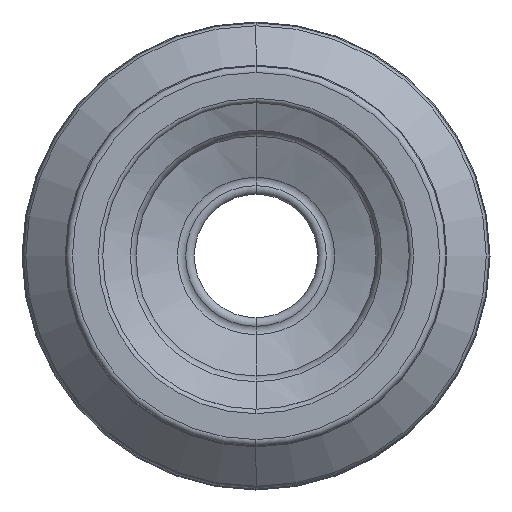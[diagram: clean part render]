
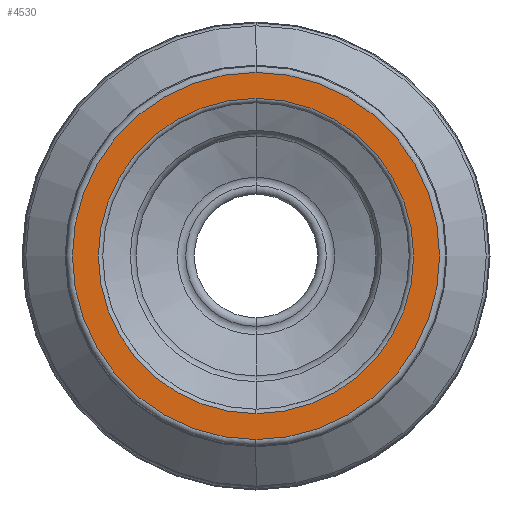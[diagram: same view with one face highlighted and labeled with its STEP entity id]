
A CAD part, left-side view. The second image highlights one B-rep face of the part: STEP entity #4530.
In plain terms, the highlighted planar face has unit normal (-1, 0, 0).
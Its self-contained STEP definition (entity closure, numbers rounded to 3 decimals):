
#452 = CIRCLE ( 'NONE', #1597, 29.376 ) ;
#535 = DIRECTION ( 'NONE',  ( 0., 0., 1. ) ) ;
#1036 = DIRECTION ( 'NONE',  ( -1., 0., 0. ) ) ;
#1081 = CARTESIAN_POINT ( 'NONE',  ( 0., 0., 0. ) ) ;
#1597 = AXIS2_PLACEMENT_3D ( 'NONE', #6885, #10053, #535 ) ;
#1925 = AXIS2_PLACEMENT_3D ( 'NONE', #1081, #1036, #4091 ) ;
#2740 = AXIS2_PLACEMENT_3D ( 'NONE', #7800, #7755, #5572 ) ;
#2975 = EDGE_LOOP ( 'NONE', ( #4197, #4001 ) ) ;
#3139 = CARTESIAN_POINT ( 'NONE',  ( 0., 34.21, 0. ) ) ;
#3246 = CIRCLE ( 'NONE', #2740, 29.376 ) ;
#3665 = EDGE_CURVE ( 'NONE', #8052, #6327, #3246, .T. ) ;
#4001 = ORIENTED_EDGE ( 'NONE', *, *, #6778, .T. ) ;
#4014 = DIRECTION ( 'NONE',  ( 1., 0., 0. ) ) ;
#4091 = DIRECTION ( 'NONE',  ( 0., 0., 1. ) ) ;
#4197 = ORIENTED_EDGE ( 'NONE', *, *, #8167, .T. ) ;
#4465 = EDGE_LOOP ( 'NONE', ( #4568, #6211 ) ) ;
#4530 = ADVANCED_FACE ( 'NONE', ( #5561, #9446 ), #10223, .F. ) ;
#4568 = ORIENTED_EDGE ( 'NONE', *, *, #6550, .F. ) ;
#4783 = CARTESIAN_POINT ( 'NONE',  ( 0., 0., 34.21 ) ) ;
#4922 = VERTEX_POINT ( 'NONE', #4783 ) ;
#5354 = VERTEX_POINT ( 'NONE', #9312 ) ;
#5561 = FACE_BOUND ( 'NONE', #4465, .T. ) ;
#5572 = DIRECTION ( 'NONE',  ( 0., 0., 1. ) ) ;
#5769 = AXIS2_PLACEMENT_3D ( 'NONE', #8001, #7073, #10232 ) ;
#5848 = CARTESIAN_POINT ( 'NONE',  ( 0., 0., 29.376 ) ) ;
#6211 = ORIENTED_EDGE ( 'NONE', *, *, #3665, .F. ) ;
#6286 = DIRECTION ( 'NONE',  ( 0., 0., -1. ) ) ;
#6327 = VERTEX_POINT ( 'NONE', #5848 ) ;
#6550 = EDGE_CURVE ( 'NONE', #6327, #8052, #452, .T. ) ;
#6552 = CIRCLE ( 'NONE', #1925, 34.21 ) ;
#6713 = AXIS2_PLACEMENT_3D ( 'NONE', #3139, #4014, #6286 ) ;
#6778 = EDGE_CURVE ( 'NONE', #5354, #4922, #6552, .T. ) ;
#6885 = CARTESIAN_POINT ( 'NONE',  ( 0., 0., 0. ) ) ;
#7073 = DIRECTION ( 'NONE',  ( -1., 0., 0. ) ) ;
#7755 = DIRECTION ( 'NONE',  ( -1., 0., 0. ) ) ;
#7800 = CARTESIAN_POINT ( 'NONE',  ( 0., 0., 0. ) ) ;
#8001 = CARTESIAN_POINT ( 'NONE',  ( 0., 0., 0. ) ) ;
#8052 = VERTEX_POINT ( 'NONE', #9615 ) ;
#8167 = EDGE_CURVE ( 'NONE', #4922, #5354, #10229, .T. ) ;
#9312 = CARTESIAN_POINT ( 'NONE',  ( 0., 0., -34.21 ) ) ;
#9446 = FACE_OUTER_BOUND ( 'NONE', #2975, .T. ) ;
#9615 = CARTESIAN_POINT ( 'NONE',  ( 0., 0., -29.376 ) ) ;
#10053 = DIRECTION ( 'NONE',  ( -1., 0., 0. ) ) ;
#10223 = PLANE ( 'NONE',  #6713 ) ;
#10229 = CIRCLE ( 'NONE', #5769, 34.21 ) ;
#10232 = DIRECTION ( 'NONE',  ( 0., 0., 1. ) ) ;
